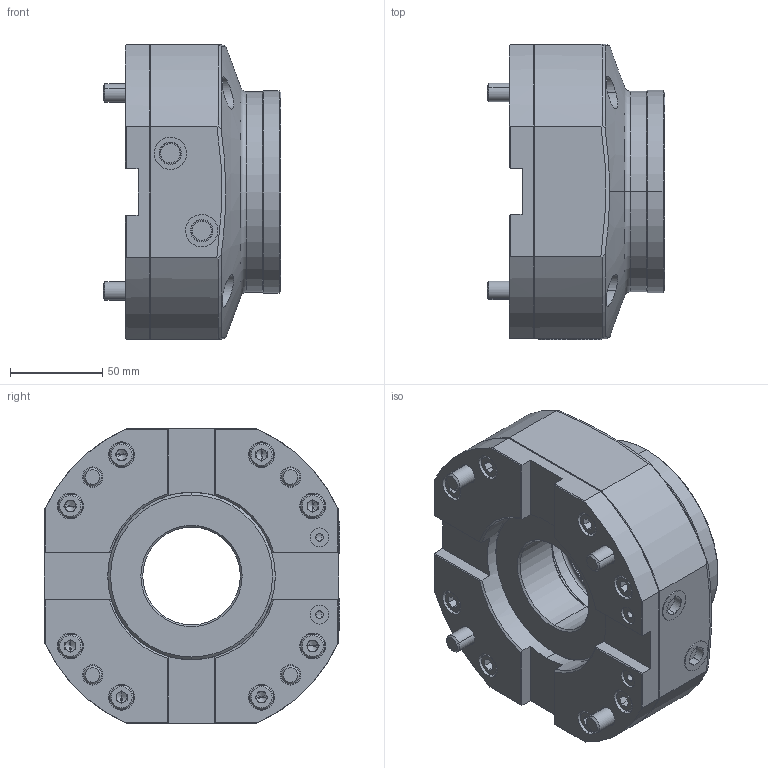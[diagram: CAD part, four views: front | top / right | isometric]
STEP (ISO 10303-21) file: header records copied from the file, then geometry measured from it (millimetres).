
FILE_DESCRIPTION (( 'STEP AP203' ), '1' );
FILE_NAME ('CF-SCB-52.STEP', '2018-11-21T06:23:27', ( '' ), ( '' ), 'SwSTEP 2.0', 'SolidWorks 2016', '' );
FILE_SCHEMA (( 'CONFIG_CONTROL_DESIGN' ));
Length unit declared in the file: millimetre
Products named in the file (7): 圓頭內六角螺栓_M8x16; 塑膠管塞_PT1_4; CF-SCB-52-01000; CF-SCB-52-03000; CF-SCB-52-02000; CF-SCB-52; 圓頭內六角螺栓_M10x55
Assembly tree (17 placements, depth 2):
  CF-SCB-52
    CF-SCB-52-01000
    CF-SCB-52-02000
    CF-SCB-52-03000
    圓頭內六角螺栓_M8x16  x8
    圓頭內六角螺栓_M10x55  x4
    塑膠管塞_PT1_4  x2
Bounding box: 96.5 x 160.5 x 160 mm (x, y, z)
Volume: 1167108.3 mm3; surface area: 220849.2 mm2
Topology: 17 solids, 17 shells, 635 faces, 1478 edges, 887 vertices
Faces by surface type: plane 267, cylinder 202, cone 150, torus 12, bspline 4
Entity records: 13212 total; most frequent: CARTESIAN_POINT 3339, DIRECTION 1968, ORIENTED_EDGE 1740, EDGE_CURVE 870, AXIS2_PLACEMENT_3D 797, VERTEX_POINT 545, EDGE_LOOP 463, CIRCLE 406
